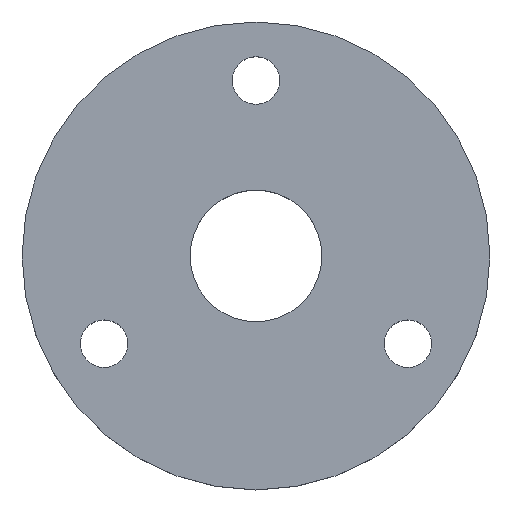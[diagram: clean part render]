
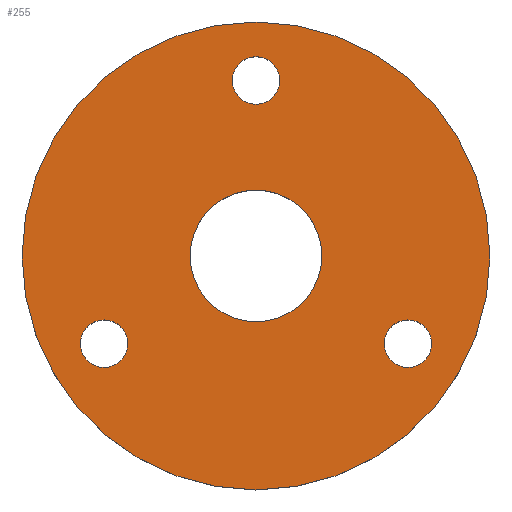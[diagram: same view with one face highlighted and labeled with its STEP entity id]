
A CAD part, top view. The second image highlights one B-rep face of the part: STEP entity #255.
In plain terms, the highlighted planar face has unit normal (0, 0, 1).
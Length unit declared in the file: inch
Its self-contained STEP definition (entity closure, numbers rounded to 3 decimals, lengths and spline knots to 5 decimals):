
#3 = VERTEX_POINT ( 'NONE', #345 ) ;
#12 = DIRECTION ( 'NONE',  ( 1., 0., 0. ) ) ;
#15 = EDGE_CURVE ( 'NONE', #310, #164, #275, .T. ) ;
#16 = CARTESIAN_POINT ( 'NONE',  ( -0.64952, -0.375, 0.25 ) ) ;
#22 = EDGE_CURVE ( 'NONE', #155, #118, #259, .T. ) ;
#23 = CIRCLE ( 'NONE', #364, 0.2815 ) ;
#37 = DIRECTION ( 'NONE',  ( 0., 0., 1. ) ) ;
#38 = ORIENTED_EDGE ( 'NONE', *, *, #188, .F. ) ;
#45 = EDGE_LOOP ( 'NONE', ( #248, #49 ) ) ;
#47 = CIRCLE ( 'NONE', #96, 0.1015 ) ;
#49 = ORIENTED_EDGE ( 'NONE', *, *, #153, .F. ) ;
#50 = EDGE_CURVE ( 'NONE', #376, #83, #242, .T. ) ;
#53 = EDGE_CURVE ( 'NONE', #120, #149, #23, .T. ) ;
#57 = CIRCLE ( 'NONE', #86, 0.1015 ) ;
#62 = EDGE_LOOP ( 'NONE', ( #38, #98 ) ) ;
#69 = FACE_BOUND ( 'NONE', #173, .T. ) ;
#78 = DIRECTION ( 'NONE',  ( 1., 0., 0. ) ) ;
#79 = AXIS2_PLACEMENT_3D ( 'NONE', #284, #283, #281 ) ;
#82 = EDGE_CURVE ( 'NONE', #3, #234, #57, .T. ) ;
#83 = VERTEX_POINT ( 'NONE', #350 ) ;
#84 = CIRCLE ( 'NONE', #183, 0.2815 ) ;
#86 = AXIS2_PLACEMENT_3D ( 'NONE', #16, #409, #12 ) ;
#88 = EDGE_CURVE ( 'NONE', #118, #155, #119, .T. ) ;
#89 = CARTESIAN_POINT ( 'NONE',  ( 0., 0., 0.25 ) ) ;
#92 = ORIENTED_EDGE ( 'NONE', *, *, #94, .F. ) ;
#94 = EDGE_CURVE ( 'NONE', #164, #310, #126, .T. ) ;
#96 = AXIS2_PLACEMENT_3D ( 'NONE', #229, #227, #226 ) ;
#98 = ORIENTED_EDGE ( 'NONE', *, *, #50, .F. ) ;
#102 = AXIS2_PLACEMENT_3D ( 'NONE', #365, #429, #402 ) ;
#103 = ORIENTED_EDGE ( 'NONE', *, *, #15, .F. ) ;
#118 = VERTEX_POINT ( 'NONE', #323 ) ;
#119 = CIRCLE ( 'NONE', #102, 1. ) ;
#120 = VERTEX_POINT ( 'NONE', #318 ) ;
#124 = AXIS2_PLACEMENT_3D ( 'NONE', #375, #374, #78 ) ;
#126 = CIRCLE ( 'NONE', #124, 0.1015 ) ;
#136 = CIRCLE ( 'NONE', #433, 0.1015 ) ;
#142 = FACE_OUTER_BOUND ( 'NONE', #200, .T. ) ;
#148 = ORIENTED_EDGE ( 'NONE', *, *, #22, .T. ) ;
#149 = VERTEX_POINT ( 'NONE', #332 ) ;
#153 = EDGE_CURVE ( 'NONE', #149, #120, #84, .T. ) ;
#155 = VERTEX_POINT ( 'NONE', #334 ) ;
#164 = VERTEX_POINT ( 'NONE', #311 ) ;
#173 = EDGE_LOOP ( 'NONE', ( #92, #103 ) ) ;
#183 = AXIS2_PLACEMENT_3D ( 'NONE', #328, #327, #326 ) ;
#187 = FACE_BOUND ( 'NONE', #45, .T. ) ;
#188 = EDGE_CURVE ( 'NONE', #83, #376, #136, .T. ) ;
#200 = EDGE_LOOP ( 'NONE', ( #285, #148 ) ) ;
#226 = DIRECTION ( 'NONE',  ( 1., 0., 0. ) ) ;
#227 = DIRECTION ( 'NONE',  ( 0., 0., 1. ) ) ;
#229 = CARTESIAN_POINT ( 'NONE',  ( -0.64952, -0.375, 0.25 ) ) ;
#230 = DIRECTION ( 'NONE',  ( 0., 0., 1. ) ) ;
#234 = VERTEX_POINT ( 'NONE', #307 ) ;
#242 = CIRCLE ( 'NONE', #390, 0.1015 ) ;
#248 = ORIENTED_EDGE ( 'NONE', *, *, #53, .F. ) ;
#255 = ADVANCED_FACE ( 'NONE', ( #438, #69, #142, #330, #187 ), #290, .T. ) ;
#257 = CARTESIAN_POINT ( 'NONE',  ( 0.75102, -0.375, 0.25 ) ) ;
#259 = CIRCLE ( 'NONE', #333, 1. ) ;
#264 = CARTESIAN_POINT ( 'NONE',  ( 0.1015, 0.75, 0.25 ) ) ;
#275 = CIRCLE ( 'NONE', #297, 0.1015 ) ;
#281 = DIRECTION ( 'NONE',  ( 1., 0., 0. ) ) ;
#283 = DIRECTION ( 'NONE',  ( 0., 0., 1. ) ) ;
#284 = CARTESIAN_POINT ( 'NONE',  ( 0., 0., 0.25 ) ) ;
#285 = ORIENTED_EDGE ( 'NONE', *, *, #88, .T. ) ;
#289 = ORIENTED_EDGE ( 'NONE', *, *, #418, .F. ) ;
#290 = PLANE ( 'NONE',  #79 ) ;
#296 = EDGE_LOOP ( 'NONE', ( #289, #408 ) ) ;
#297 = AXIS2_PLACEMENT_3D ( 'NONE', #400, #404, #354 ) ;
#301 = DIRECTION ( 'NONE',  ( 1., 0., 0. ) ) ;
#302 = DIRECTION ( 'NONE',  ( 0., 0., 1. ) ) ;
#303 = CARTESIAN_POINT ( 'NONE',  ( 0.64952, -0.375, 0.25 ) ) ;
#307 = CARTESIAN_POINT ( 'NONE',  ( -0.75102, -0.375, 0.25 ) ) ;
#310 = VERTEX_POINT ( 'NONE', #264 ) ;
#311 = CARTESIAN_POINT ( 'NONE',  ( -0.1015, 0.75, 0.25 ) ) ;
#318 = CARTESIAN_POINT ( 'NONE',  ( -0.2815, 0., 0.25 ) ) ;
#323 = CARTESIAN_POINT ( 'NONE',  ( -1., 0., 0.25 ) ) ;
#326 = DIRECTION ( 'NONE',  ( 1., 0., 0. ) ) ;
#327 = DIRECTION ( 'NONE',  ( 0., 0., 1. ) ) ;
#328 = CARTESIAN_POINT ( 'NONE',  ( 0., 0., 0.25 ) ) ;
#330 = FACE_BOUND ( 'NONE', #296, .T. ) ;
#332 = CARTESIAN_POINT ( 'NONE',  ( 0.2815, 0., 0.25 ) ) ;
#333 = AXIS2_PLACEMENT_3D ( 'NONE', #361, #382, #443 ) ;
#334 = CARTESIAN_POINT ( 'NONE',  ( 1., 0., 0.25 ) ) ;
#345 = CARTESIAN_POINT ( 'NONE',  ( -0.54802, -0.375, 0.25 ) ) ;
#350 = CARTESIAN_POINT ( 'NONE',  ( 0.54802, -0.375, 0.25 ) ) ;
#354 = DIRECTION ( 'NONE',  ( 1., 0., 0. ) ) ;
#356 = DIRECTION ( 'NONE',  ( 1., 0., 0. ) ) ;
#361 = CARTESIAN_POINT ( 'NONE',  ( 0., 0., 0.25 ) ) ;
#364 = AXIS2_PLACEMENT_3D ( 'NONE', #89, #230, #370 ) ;
#365 = CARTESIAN_POINT ( 'NONE',  ( 0., 0., 0.25 ) ) ;
#370 = DIRECTION ( 'NONE',  ( 1., 0., 0. ) ) ;
#374 = DIRECTION ( 'NONE',  ( 0., 0., 1. ) ) ;
#375 = CARTESIAN_POINT ( 'NONE',  ( 0., 0.75, 0.25 ) ) ;
#376 = VERTEX_POINT ( 'NONE', #257 ) ;
#382 = DIRECTION ( 'NONE',  ( 0., 0., 1. ) ) ;
#390 = AXIS2_PLACEMENT_3D ( 'NONE', #410, #37, #356 ) ;
#400 = CARTESIAN_POINT ( 'NONE',  ( 0., 0.75, 0.25 ) ) ;
#402 = DIRECTION ( 'NONE',  ( 1., 0., 0. ) ) ;
#404 = DIRECTION ( 'NONE',  ( 0., 0., 1. ) ) ;
#408 = ORIENTED_EDGE ( 'NONE', *, *, #82, .F. ) ;
#409 = DIRECTION ( 'NONE',  ( 0., 0., 1. ) ) ;
#410 = CARTESIAN_POINT ( 'NONE',  ( 0.64952, -0.375, 0.25 ) ) ;
#418 = EDGE_CURVE ( 'NONE', #234, #3, #47, .T. ) ;
#429 = DIRECTION ( 'NONE',  ( 0., 0., 1. ) ) ;
#433 = AXIS2_PLACEMENT_3D ( 'NONE', #303, #302, #301 ) ;
#438 = FACE_BOUND ( 'NONE', #62, .T. ) ;
#443 = DIRECTION ( 'NONE',  ( 1., 0., 0. ) ) ;
